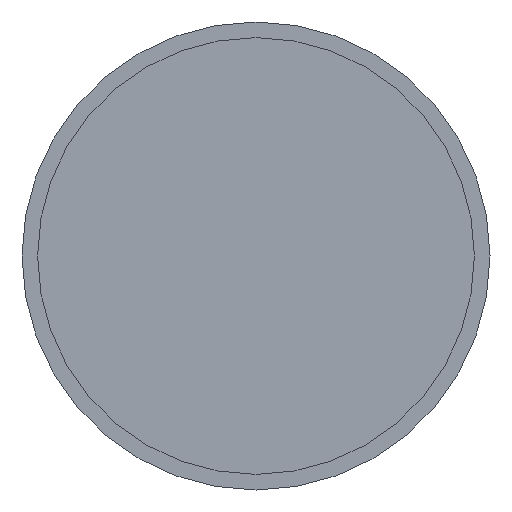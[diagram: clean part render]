
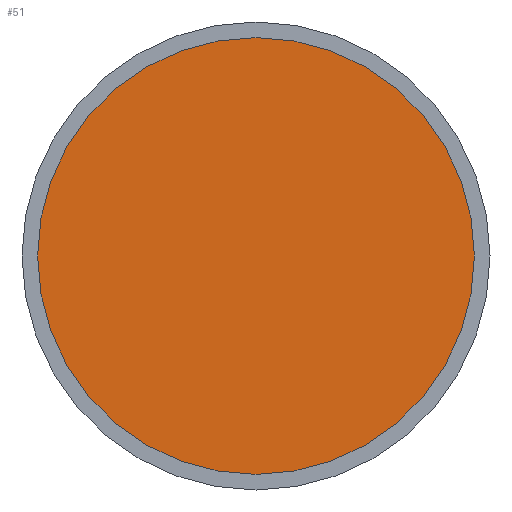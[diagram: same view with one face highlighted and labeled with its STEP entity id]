
A CAD part, front view. The second image highlights one B-rep face of the part: STEP entity #51.
In plain terms, the highlighted planar face has unit normal (0, -1, 0).
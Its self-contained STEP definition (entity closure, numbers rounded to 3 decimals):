
#5 = VERTEX_POINT ( 'NONE', #45 ) ;
#22 = EDGE_CURVE ( 'NONE', #5, #251, #166, .T. ) ;
#45 = CARTESIAN_POINT ( 'NONE',  ( 0., -400., 2.8 ) ) ;
#51 = ADVANCED_FACE ( 'NONE', ( #52 ), #90, .F. ) ;
#52 = FACE_OUTER_BOUND ( 'NONE', #94, .T. ) ;
#53 = ORIENTED_EDGE ( 'NONE', *, *, #98, .F. ) ;
#69 = DIRECTION ( 'NONE',  ( 0., 0., 1. ) ) ;
#82 = AXIS2_PLACEMENT_3D ( 'NONE', #142, #167, #186 ) ;
#90 = PLANE ( 'NONE',  #243 ) ;
#94 = EDGE_LOOP ( 'NONE', ( #53, #232 ) ) ;
#95 = CARTESIAN_POINT ( 'NONE',  ( 0., -400., 0. ) ) ;
#98 = EDGE_CURVE ( 'NONE', #251, #5, #260, .T. ) ;
#103 = CARTESIAN_POINT ( 'NONE',  ( 0., -400., -2.8 ) ) ;
#142 = CARTESIAN_POINT ( 'NONE',  ( 0., -400., 0. ) ) ;
#148 = DIRECTION ( 'NONE',  ( 0., 1., 0. ) ) ;
#166 = CIRCLE ( 'NONE', #82, 2.8 ) ;
#167 = DIRECTION ( 'NONE',  ( 0., 1., 0. ) ) ;
#186 = DIRECTION ( 'NONE',  ( 0., 0., 1. ) ) ;
#220 = DIRECTION ( 'NONE',  ( 0., 1., 0. ) ) ;
#232 = ORIENTED_EDGE ( 'NONE', *, *, #22, .F. ) ;
#243 = AXIS2_PLACEMENT_3D ( 'NONE', #308, #220, #69 ) ;
#250 = AXIS2_PLACEMENT_3D ( 'NONE', #95, #148, #287 ) ;
#251 = VERTEX_POINT ( 'NONE', #103 ) ;
#260 = CIRCLE ( 'NONE', #250, 2.8 ) ;
#287 = DIRECTION ( 'NONE',  ( 0., 0., 1. ) ) ;
#308 = CARTESIAN_POINT ( 'NONE',  ( 0., -400., 0. ) ) ;
